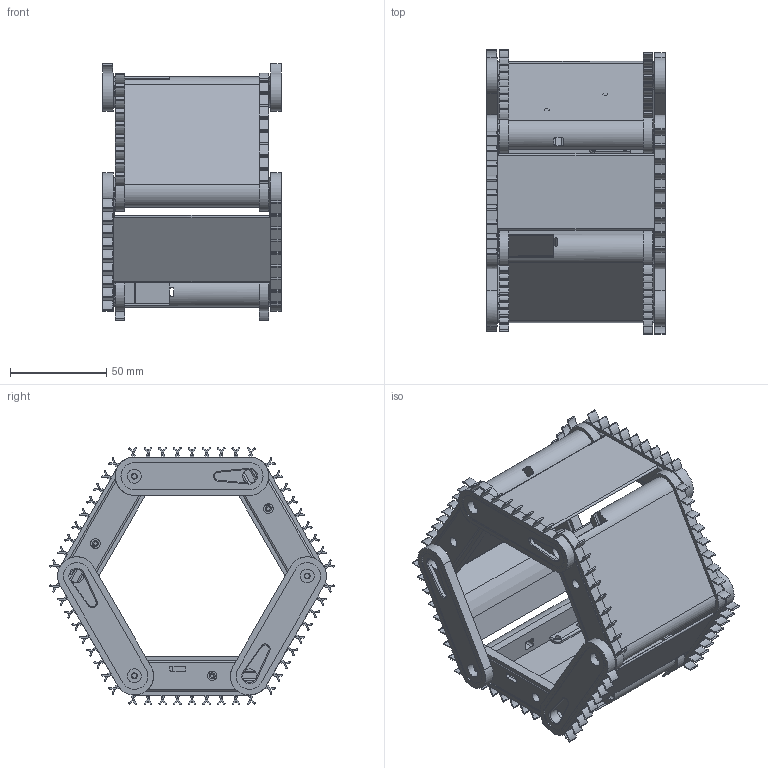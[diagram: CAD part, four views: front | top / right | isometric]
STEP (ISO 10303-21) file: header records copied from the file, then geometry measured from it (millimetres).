
FILE_DESCRIPTION(/* description */ (''),/* implementation_level */ '2;1');
FILE_NAME(/* name */ 'Fred P.step',/* time_stamp */ '2024-11-07T16:45:20-05:00',/* author */ (''),/* organization */ (''),/* preprocessor_version */ 'ST-DEVELOPER v20',/* originating_system */ 'Autodesk Translation Framework v13.20.0.188',/* authorisation */ '');
FILE_SCHEMA (('AUTOMOTIVE_DESIGN { 1 0 10303 214 3 1 1 }'));
Length unit declared in the file: millimetre
Products named in the file (1): Fred P
Bounding box: 92.8 x 148.12 x 133.74 mm (x, y, z)
Volume: 267153.6 mm3; surface area: 144481 mm2
Topology: 19 solids, 19 shells, 975 faces, 2616 edges, 1708 vertices
Faces by surface type: cylinder 565, plane 350, torus 60
Full cylindrical faces by diameter (mm): 2 x3, 2.6 x9, 2.7 x4, 3 x9, 5 x3, 7.2 x12, 8 x2, 12.2 x1, 15 x1
Entity records: 31263 total; most frequent: DIRECTION 5763, CARTESIAN_POINT 5564, ORIENTED_EDGE 5232, EDGE_CURVE 2616, AXIS2_PLACEMENT_3D 2199, VERTEX_POINT 1708, LINE 1365, VECTOR 1365
